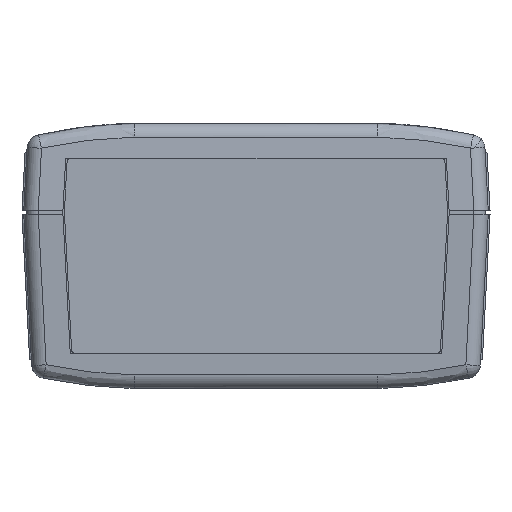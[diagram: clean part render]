
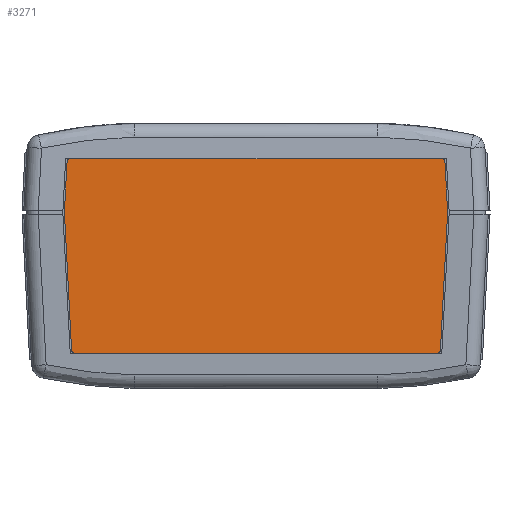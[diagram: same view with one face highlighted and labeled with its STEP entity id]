
A CAD part, front view. The second image highlights one B-rep face of the part: STEP entity #3271.
In plain terms, the highlighted planar face has unit normal (0, -1, 0).
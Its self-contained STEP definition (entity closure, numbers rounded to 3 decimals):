
#3271 = ADVANCED_FACE ( 'NONE', ( #7194 ), #7189, .T. ) ;
#3273 = EDGE_LOOP ( 'NONE', ( #3274, #3275, #3373, #3376, #3382, #3386, #3389, #3348, #3351, #3353 ) ) ;
#3274 = ORIENTED_EDGE ( 'NONE', *, *, #3586, .T. ) ;
#3275 = ORIENTED_EDGE ( 'NONE', *, *, #3276, .F. ) ;
#3276 = EDGE_CURVE ( 'NONE', #3278, #3584, #7182, .T. ) ;
#3278 = VERTEX_POINT ( 'NONE', #7294 ) ;
#3347 = EDGE_CURVE ( 'NONE', #3390, #3388, #8022, .T. ) ;
#3348 = ORIENTED_EDGE ( 'NONE', *, *, #3349, .F. ) ;
#3349 = EDGE_CURVE ( 'NONE', #3400, #3390, #8013, .T. ) ;
#3351 = ORIENTED_EDGE ( 'NONE', *, *, #3399, .T. ) ;
#3353 = ORIENTED_EDGE ( 'NONE', *, *, #3355, .F. ) ;
#3355 = EDGE_CURVE ( 'NONE', #3588, #3396, #8146, .T. ) ;
#3373 = ORIENTED_EDGE ( 'NONE', *, *, #3374, .F. ) ;
#3374 = EDGE_CURVE ( 'NONE', #3375, #3278, #8094, .T. ) ;
#3375 = VERTEX_POINT ( 'NONE', #8088 ) ;
#3376 = ORIENTED_EDGE ( 'NONE', *, *, #3378, .F. ) ;
#3378 = EDGE_CURVE ( 'NONE', #3380, #3375, #8082, .T. ) ;
#3380 = VERTEX_POINT ( 'NONE', #8217 ) ;
#3382 = ORIENTED_EDGE ( 'NONE', *, *, #3384, .F. ) ;
#3384 = EDGE_CURVE ( 'NONE', #3385, #3380, #8212, .T. ) ;
#3385 = VERTEX_POINT ( 'NONE', #8204 ) ;
#3386 = ORIENTED_EDGE ( 'NONE', *, *, #3387, .F. ) ;
#3387 = EDGE_CURVE ( 'NONE', #3388, #3385, #8200, .T. ) ;
#3388 = VERTEX_POINT ( 'NONE', #8191 ) ;
#3389 = ORIENTED_EDGE ( 'NONE', *, *, #3347, .F. ) ;
#3390 = VERTEX_POINT ( 'NONE', #8189 ) ;
#3396 = VERTEX_POINT ( 'NONE', #8177 ) ;
#3399 = EDGE_CURVE ( 'NONE', #3400, #3396, #8172, .T. ) ;
#3400 = VERTEX_POINT ( 'NONE', #8165 ) ;
#3584 = VERTEX_POINT ( 'NONE', #8990 ) ;
#3586 = EDGE_CURVE ( 'NONE', #3588, #3584, #8986, .T. ) ;
#3588 = VERTEX_POINT ( 'NONE', #8977 ) ;
#7170 = DIRECTION ( 'NONE',  ( -0.052, 0., -0.999 ) ) ;
#7171 = VECTOR ( 'NONE', #7170, 1000. ) ;
#7173 = CARTESIAN_POINT ( 'NONE',  ( 2392.581, 1679.258, 1.413 ) ) ;
#7177 = DIRECTION ( 'NONE',  ( 0., 0., -1. ) ) ;
#7179 = DIRECTION ( 'NONE',  ( 0., -1., 0. ) ) ;
#7181 = CARTESIAN_POINT ( 'NONE',  ( 2359.581, 1679.258, -5.952 ) ) ;
#7182 = LINE ( 'NONE', #7173, #7171 ) ;
#7188 = AXIS2_PLACEMENT_3D ( 'NONE', #7181, #7179, #7177 ) ;
#7189 = PLANE ( 'NONE',  #7188 ) ;
#7194 = FACE_OUTER_BOUND ( 'NONE', #3273, .T. ) ;
#7294 = CARTESIAN_POINT ( 'NONE',  ( 2392.581, 1679.258, 1.413 ) ) ;
#8009 = VECTOR ( 'NONE', #8150, 1000. ) ;
#8011 = CARTESIAN_POINT ( 'NONE',  ( 2327.827, 1679.258, -22.363 ) ) ;
#8013 = LINE ( 'NONE', #8011, #8009 ) ;
#8017 = DIRECTION ( 'NONE',  ( 0.052, 0., 0.999 ) ) ;
#8018 = VECTOR ( 'NONE', #8017, 1000. ) ;
#8020 = CARTESIAN_POINT ( 'NONE',  ( 2326.581, 1679.258, 1.413 ) ) ;
#8022 = LINE ( 'NONE', #8020, #8018 ) ;
#8081 = AXIS2_PLACEMENT_3D ( 'NONE', #8222, #8220, #8219 ) ;
#8082 = CIRCLE ( 'NONE', #8081, 0.5 ) ;
#8088 = CARTESIAN_POINT ( 'NONE',  ( 2392.121, 1679.258, 10.189 ) ) ;
#8090 = DIRECTION ( 'NONE',  ( 0.052, 0., -0.999 ) ) ;
#8091 = VECTOR ( 'NONE', #8090, 1000. ) ;
#8093 = CARTESIAN_POINT ( 'NONE',  ( 2392.121, 1679.258, 10.189 ) ) ;
#8094 = LINE ( 'NONE', #8093, #8091 ) ;
#8140 = DIRECTION ( 'NONE',  ( -1., 0., 0. ) ) ;
#8142 = VECTOR ( 'NONE', #8140, 1000. ) ;
#8143 = CARTESIAN_POINT ( 'NONE',  ( 2390.836, 1679.258, -22.837 ) ) ;
#8146 = LINE ( 'NONE', #8143, #8142 ) ;
#8150 = DIRECTION ( 'NONE',  ( -0.052, 0., 0.999 ) ) ;
#8165 = CARTESIAN_POINT ( 'NONE',  ( 2327.827, 1679.258, -22.363 ) ) ;
#8166 = DIRECTION ( 'NONE',  ( 0., 0., -1. ) ) ;
#8168 = DIRECTION ( 'NONE',  ( 0., -1., 0. ) ) ;
#8169 = CARTESIAN_POINT ( 'NONE',  ( 2328.327, 1679.258, -22.337 ) ) ;
#8170 = AXIS2_PLACEMENT_3D ( 'NONE', #8169, #8168, #8166 ) ;
#8172 = CIRCLE ( 'NONE', #8170, 0.5 ) ;
#8177 = CARTESIAN_POINT ( 'NONE',  ( 2328.327, 1679.258, -22.837 ) ) ;
#8189 = CARTESIAN_POINT ( 'NONE',  ( 2326.581, 1679.258, 1.413 ) ) ;
#8191 = CARTESIAN_POINT ( 'NONE',  ( 2327.041, 1679.258, 10.189 ) ) ;
#8193 = DIRECTION ( 'NONE',  ( 0., 0., -1. ) ) ;
#8195 = DIRECTION ( 'NONE',  ( 0., 1., 0. ) ) ;
#8197 = CARTESIAN_POINT ( 'NONE',  ( 2327.541, 1679.258, 10.163 ) ) ;
#8198 = AXIS2_PLACEMENT_3D ( 'NONE', #8197, #8195, #8193 ) ;
#8200 = CIRCLE ( 'NONE', #8198, 0.5 ) ;
#8204 = CARTESIAN_POINT ( 'NONE',  ( 2327.541, 1679.258, 10.663 ) ) ;
#8207 = DIRECTION ( 'NONE',  ( 1., 0., 0. ) ) ;
#8208 = VECTOR ( 'NONE', #8207, 1000. ) ;
#8210 = CARTESIAN_POINT ( 'NONE',  ( 2327.541, 1679.258, 10.663 ) ) ;
#8212 = LINE ( 'NONE', #8210, #8208 ) ;
#8217 = CARTESIAN_POINT ( 'NONE',  ( 2391.622, 1679.258, 10.663 ) ) ;
#8219 = DIRECTION ( 'NONE',  ( 0., 0., -1. ) ) ;
#8220 = DIRECTION ( 'NONE',  ( 0., 1., 0. ) ) ;
#8222 = CARTESIAN_POINT ( 'NONE',  ( 2391.622, 1679.258, 10.163 ) ) ;
#8977 = CARTESIAN_POINT ( 'NONE',  ( 2390.836, 1679.258, -22.837 ) ) ;
#8979 = DIRECTION ( 'NONE',  ( 0., 0., -1. ) ) ;
#8981 = DIRECTION ( 'NONE',  ( 0., -1., 0. ) ) ;
#8983 = CARTESIAN_POINT ( 'NONE',  ( 2390.836, 1679.258, -22.337 ) ) ;
#8984 = AXIS2_PLACEMENT_3D ( 'NONE', #8983, #8981, #8979 ) ;
#8986 = CIRCLE ( 'NONE', #8984, 0.5 ) ;
#8990 = CARTESIAN_POINT ( 'NONE',  ( 2391.335, 1679.258, -22.363 ) ) ;
